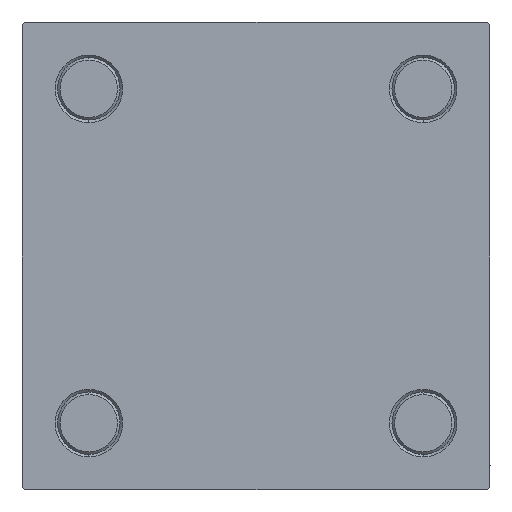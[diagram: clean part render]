
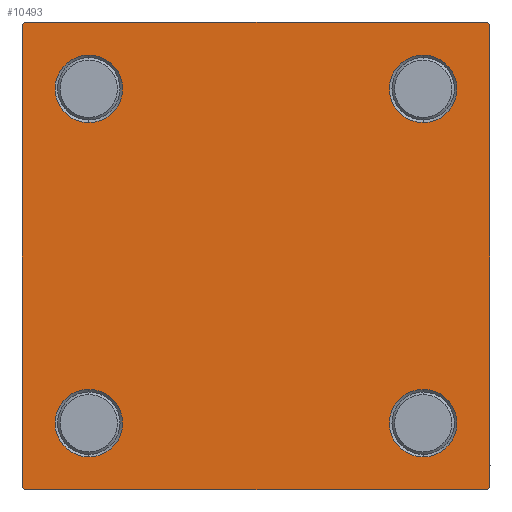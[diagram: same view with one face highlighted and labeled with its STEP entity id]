
A CAD part, left-side view. The second image highlights one B-rep face of the part: STEP entity #10493.
In plain terms, the highlighted planar face has unit normal (-1, 0, 0).
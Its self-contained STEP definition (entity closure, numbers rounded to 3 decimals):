
#434 = DIRECTION ( 'NONE',  ( 0., 0., 1. ) ) ;
#848 = VERTEX_POINT ( 'NONE', #41248 ) ;
#1235 = CARTESIAN_POINT ( 'NONE',  ( 0., -32.15, 32.15 ) ) ;
#1645 = DIRECTION ( 'NONE',  ( 0., -0.707, -0.707 ) ) ;
#1928 = EDGE_CURVE ( 'NONE', #10131, #14915, #2154, .T. ) ;
#1956 = EDGE_CURVE ( 'NONE', #11854, #44751, #29766, .T. ) ;
#2017 = DIRECTION ( 'NONE',  ( 0., 0.707, 0.707 ) ) ;
#2108 = ORIENTED_EDGE ( 'NONE', *, *, #46048, .T. ) ;
#2154 = LINE ( 'NONE', #33380, #15261 ) ;
#2344 = CARTESIAN_POINT ( 'NONE',  ( 0., 0., 0. ) ) ;
#3143 = CARTESIAN_POINT ( 'NONE',  ( 0., 45., 45. ) ) ;
#3345 = CARTESIAN_POINT ( 'NONE',  ( 0., -45., 45. ) ) ;
#3481 = CARTESIAN_POINT ( 'NONE',  ( 0., 45., -45. ) ) ;
#3637 = ORIENTED_EDGE ( 'NONE', *, *, #38875, .T. ) ;
#4453 = CARTESIAN_POINT ( 'NONE',  ( 0., -32.15, -32.15 ) ) ;
#4982 = AXIS2_PLACEMENT_3D ( 'NONE', #2344, #32330, #13920 ) ;
#5564 = EDGE_CURVE ( 'NONE', #44751, #11854, #16035, .T. ) ;
#5583 = CARTESIAN_POINT ( 'NONE',  ( 0., 44.75, 44.75 ) ) ;
#6040 = CARTESIAN_POINT ( 'NONE',  ( 0., -32.15, -38.65 ) ) ;
#6058 = ORIENTED_EDGE ( 'NONE', *, *, #44199, .T. ) ;
#6139 = CIRCLE ( 'NONE', #10153, 6.5 ) ;
#6280 = CARTESIAN_POINT ( 'NONE',  ( 0., 45., 44.5 ) ) ;
#7028 = CARTESIAN_POINT ( 'NONE',  ( 0., -44.5, -45. ) ) ;
#7697 = EDGE_CURVE ( 'NONE', #12233, #42456, #23196, .T. ) ;
#9883 = FACE_BOUND ( 'NONE', #16750, .T. ) ;
#10131 = VERTEX_POINT ( 'NONE', #18550 ) ;
#10153 = AXIS2_PLACEMENT_3D ( 'NONE', #10465, #25876, #41254 ) ;
#10364 = VERTEX_POINT ( 'NONE', #18248 ) ;
#10465 = CARTESIAN_POINT ( 'NONE',  ( 0., 32.15, 32.15 ) ) ;
#10493 = ADVANCED_FACE ( 'NONE', ( #29288, #36886, #9883, #17936, #40664 ), #33327, .T. ) ;
#10716 = VECTOR ( 'NONE', #38402, 1000. ) ;
#10887 = LINE ( 'NONE', #3345, #10716 ) ;
#10943 = EDGE_CURVE ( 'NONE', #25676, #28064, #39607, .T. ) ;
#11854 = VERTEX_POINT ( 'NONE', #20820 ) ;
#11970 = EDGE_LOOP ( 'NONE', ( #2108, #3637 ) ) ;
#12233 = VERTEX_POINT ( 'NONE', #7028 ) ;
#12497 = AXIS2_PLACEMENT_3D ( 'NONE', #4453, #42277, #434 ) ;
#12577 = LINE ( 'NONE', #32245, #24489 ) ;
#13920 = DIRECTION ( 'NONE',  ( 0., 0., 1. ) ) ;
#14355 = DIRECTION ( 'NONE',  ( 0., 0., 1. ) ) ;
#14649 = EDGE_CURVE ( 'NONE', #848, #42456, #10887, .T. ) ;
#14915 = VERTEX_POINT ( 'NONE', #39500 ) ;
#15261 = VECTOR ( 'NONE', #1645, 1000. ) ;
#15524 = ORIENTED_EDGE ( 'NONE', *, *, #21700, .T. ) ;
#15609 = AXIS2_PLACEMENT_3D ( 'NONE', #34550, #22983, #27004 ) ;
#15643 = ORIENTED_EDGE ( 'NONE', *, *, #1956, .T. ) ;
#16035 = CIRCLE ( 'NONE', #27367, 6.5 ) ;
#16073 = ORIENTED_EDGE ( 'NONE', *, *, #14649, .F. ) ;
#16138 = VERTEX_POINT ( 'NONE', #21809 ) ;
#16440 = CIRCLE ( 'NONE', #15609, 6.5 ) ;
#16684 = EDGE_CURVE ( 'NONE', #16901, #26949, #16440, .T. ) ;
#16750 = EDGE_LOOP ( 'NONE', ( #15643, #48131 ) ) ;
#16840 = VERTEX_POINT ( 'NONE', #6280 ) ;
#16875 = AXIS2_PLACEMENT_3D ( 'NONE', #22062, #33863, #49701 ) ;
#16901 = VERTEX_POINT ( 'NONE', #6040 ) ;
#16960 = CARTESIAN_POINT ( 'NONE',  ( 0., 44.5, 45. ) ) ;
#17936 = FACE_BOUND ( 'NONE', #11970, .T. ) ;
#17946 = VERTEX_POINT ( 'NONE', #16960 ) ;
#18248 = CARTESIAN_POINT ( 'NONE',  ( 0., -44.5, 45. ) ) ;
#18368 = DIRECTION ( 'NONE',  ( 1., 0., 0. ) ) ;
#18550 = CARTESIAN_POINT ( 'NONE',  ( 0., 45., -44.5 ) ) ;
#19077 = CARTESIAN_POINT ( 'NONE',  ( 0., 32.15, 32.15 ) ) ;
#19433 = CARTESIAN_POINT ( 'NONE',  ( 0., -32.15, 25.65 ) ) ;
#20256 = ORIENTED_EDGE ( 'NONE', *, *, #16684, .T. ) ;
#20554 = CIRCLE ( 'NONE', #12497, 6.5 ) ;
#20820 = CARTESIAN_POINT ( 'NONE',  ( 0., 32.15, -25.65 ) ) ;
#21700 = EDGE_CURVE ( 'NONE', #17946, #16840, #28516, .T. ) ;
#21809 = CARTESIAN_POINT ( 'NONE',  ( 0., 32.15, 38.65 ) ) ;
#21823 = VECTOR ( 'NONE', #48872, 1000. ) ;
#21997 = ORIENTED_EDGE ( 'NONE', *, *, #41807, .F. ) ;
#22062 = CARTESIAN_POINT ( 'NONE',  ( 0., 32.15, -32.15 ) ) ;
#22595 = DIRECTION ( 'NONE',  ( 1., 0., 0. ) ) ;
#22912 = DIRECTION ( 'NONE',  ( 0., -1., 0. ) ) ;
#22983 = DIRECTION ( 'NONE',  ( 1., 0., 0. ) ) ;
#23196 = LINE ( 'NONE', #49846, #21823 ) ;
#23856 = CARTESIAN_POINT ( 'NONE',  ( 0., -32.15, 38.65 ) ) ;
#24489 = VECTOR ( 'NONE', #2017, 1000. ) ;
#24798 = EDGE_LOOP ( 'NONE', ( #40050, #35958, #47752, #31633, #16073, #40217, #21997, #15524 ) ) ;
#24915 = DIRECTION ( 'NONE',  ( 1., 0., 0. ) ) ;
#25031 = EDGE_CURVE ( 'NONE', #14915, #12233, #26183, .T. ) ;
#25676 = VERTEX_POINT ( 'NONE', #23856 ) ;
#25876 = DIRECTION ( 'NONE',  ( 1., 0., 0. ) ) ;
#26183 = LINE ( 'NONE', #3481, #43399 ) ;
#26268 = EDGE_LOOP ( 'NONE', ( #6058, #20256 ) ) ;
#26333 = ORIENTED_EDGE ( 'NONE', *, *, #43791, .T. ) ;
#26949 = VERTEX_POINT ( 'NONE', #32078 ) ;
#27004 = DIRECTION ( 'NONE',  ( 0., 0., 1. ) ) ;
#27367 = AXIS2_PLACEMENT_3D ( 'NONE', #34174, #22595, #37978 ) ;
#27631 = CIRCLE ( 'NONE', #38085, 6.5 ) ;
#27764 = VECTOR ( 'NONE', #32298, 1000. ) ;
#28064 = VERTEX_POINT ( 'NONE', #19433 ) ;
#28516 = LINE ( 'NONE', #5583, #27764 ) ;
#28592 = CIRCLE ( 'NONE', #42279, 6.5 ) ;
#29288 = FACE_BOUND ( 'NONE', #40651, .T. ) ;
#29766 = CIRCLE ( 'NONE', #16875, 6.5 ) ;
#30921 = DIRECTION ( 'NONE',  ( 1., 0., 0. ) ) ;
#31276 = EDGE_CURVE ( 'NONE', #16840, #10131, #38205, .T. ) ;
#31482 = CARTESIAN_POINT ( 'NONE',  ( 0., 32.15, -38.65 ) ) ;
#31633 = ORIENTED_EDGE ( 'NONE', *, *, #7697, .T. ) ;
#31786 = ORIENTED_EDGE ( 'NONE', *, *, #10943, .T. ) ;
#32078 = CARTESIAN_POINT ( 'NONE',  ( 0., -32.15, -25.65 ) ) ;
#32245 = CARTESIAN_POINT ( 'NONE',  ( 0., -44.75, 44.75 ) ) ;
#32298 = DIRECTION ( 'NONE',  ( 0., 0.707, -0.707 ) ) ;
#32330 = DIRECTION ( 'NONE',  ( -1., 0., 0. ) ) ;
#32392 = DIRECTION ( 'NONE',  ( 0., -1., 0. ) ) ;
#32640 = CARTESIAN_POINT ( 'NONE',  ( 0., 45., 45. ) ) ;
#33141 = VECTOR ( 'NONE', #37954, 1000. ) ;
#33327 = PLANE ( 'NONE',  #4982 ) ;
#33380 = CARTESIAN_POINT ( 'NONE',  ( 0., 44.75, -44.75 ) ) ;
#33863 = DIRECTION ( 'NONE',  ( 1., 0., 0. ) ) ;
#34174 = CARTESIAN_POINT ( 'NONE',  ( 0., 32.15, -32.15 ) ) ;
#34176 = VECTOR ( 'NONE', #32392, 1000. ) ;
#34550 = CARTESIAN_POINT ( 'NONE',  ( 0., -32.15, -32.15 ) ) ;
#35432 = LINE ( 'NONE', #32640, #34176 ) ;
#35958 = ORIENTED_EDGE ( 'NONE', *, *, #1928, .T. ) ;
#36886 = FACE_BOUND ( 'NONE', #26268, .T. ) ;
#37954 = DIRECTION ( 'NONE',  ( 0., 0., -1. ) ) ;
#37978 = DIRECTION ( 'NONE',  ( 0., 0., 1. ) ) ;
#38085 = AXIS2_PLACEMENT_3D ( 'NONE', #19077, #30921, #38508 ) ;
#38205 = LINE ( 'NONE', #3143, #33141 ) ;
#38402 = DIRECTION ( 'NONE',  ( 0., 0., -1. ) ) ;
#38508 = DIRECTION ( 'NONE',  ( 0., 0., 1. ) ) ;
#38875 = EDGE_CURVE ( 'NONE', #43806, #16138, #27631, .T. ) ;
#39500 = CARTESIAN_POINT ( 'NONE',  ( 0., 44.5, -45. ) ) ;
#39607 = CIRCLE ( 'NONE', #41225, 6.5 ) ;
#40050 = ORIENTED_EDGE ( 'NONE', *, *, #31276, .T. ) ;
#40217 = ORIENTED_EDGE ( 'NONE', *, *, #40343, .T. ) ;
#40343 = EDGE_CURVE ( 'NONE', #848, #10364, #12577, .T. ) ;
#40587 = CARTESIAN_POINT ( 'NONE',  ( 0., -45., -44.5 ) ) ;
#40651 = EDGE_LOOP ( 'NONE', ( #31786, #26333 ) ) ;
#40664 = FACE_OUTER_BOUND ( 'NONE', #24798, .T. ) ;
#41225 = AXIS2_PLACEMENT_3D ( 'NONE', #1235, #24915, #47311 ) ;
#41248 = CARTESIAN_POINT ( 'NONE',  ( 0., -45., 44.5 ) ) ;
#41254 = DIRECTION ( 'NONE',  ( 0., 0., 1. ) ) ;
#41807 = EDGE_CURVE ( 'NONE', #17946, #10364, #35432, .T. ) ;
#42277 = DIRECTION ( 'NONE',  ( 1., 0., 0. ) ) ;
#42279 = AXIS2_PLACEMENT_3D ( 'NONE', #48864, #18368, #14355 ) ;
#42456 = VERTEX_POINT ( 'NONE', #40587 ) ;
#43399 = VECTOR ( 'NONE', #22912, 1000. ) ;
#43791 = EDGE_CURVE ( 'NONE', #28064, #25676, #28592, .T. ) ;
#43806 = VERTEX_POINT ( 'NONE', #43938 ) ;
#43938 = CARTESIAN_POINT ( 'NONE',  ( 0., 32.15, 25.65 ) ) ;
#44199 = EDGE_CURVE ( 'NONE', #26949, #16901, #20554, .T. ) ;
#44751 = VERTEX_POINT ( 'NONE', #31482 ) ;
#46048 = EDGE_CURVE ( 'NONE', #16138, #43806, #6139, .T. ) ;
#47311 = DIRECTION ( 'NONE',  ( 0., 0., 1. ) ) ;
#47752 = ORIENTED_EDGE ( 'NONE', *, *, #25031, .T. ) ;
#48131 = ORIENTED_EDGE ( 'NONE', *, *, #5564, .T. ) ;
#48864 = CARTESIAN_POINT ( 'NONE',  ( 0., -32.15, 32.15 ) ) ;
#48872 = DIRECTION ( 'NONE',  ( 0., -0.707, 0.707 ) ) ;
#49701 = DIRECTION ( 'NONE',  ( 0., 0., 1. ) ) ;
#49846 = CARTESIAN_POINT ( 'NONE',  ( 0., -44.75, -44.75 ) ) ;
